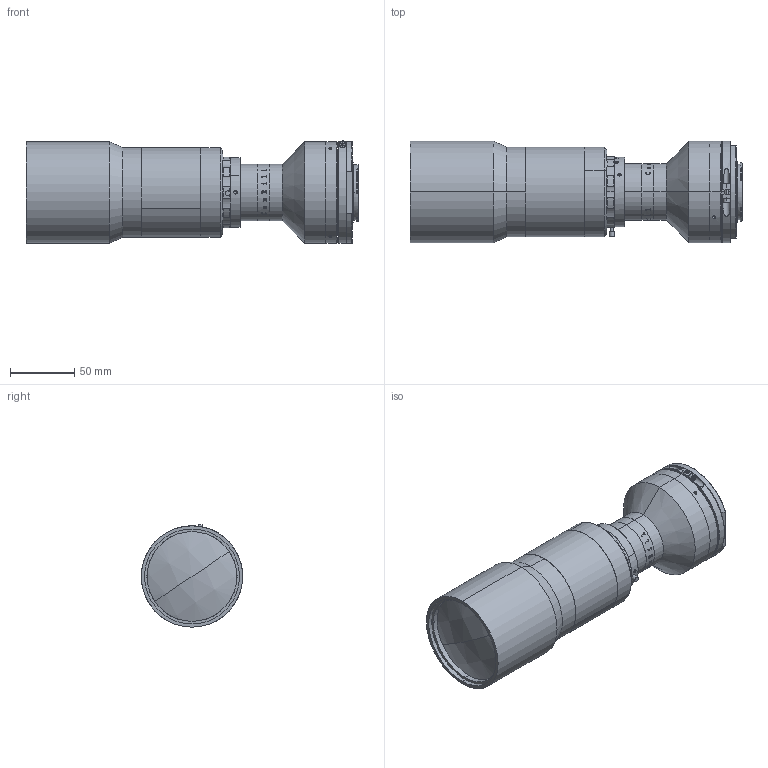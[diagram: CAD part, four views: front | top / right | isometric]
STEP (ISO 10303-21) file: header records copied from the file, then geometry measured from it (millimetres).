
FILE_DESCRIPTION (( 'STEP AP203' ), '1' );
FILE_NAME ('XF-PTL05529-F-VI.STEP', '2019-05-27T07:25:06', ( 'canrill005' ), ( '' ), 'SwSTEP 2.0', 'SolidWorks 2014', '' );
FILE_SCHEMA (( 'CONFIG_CONTROL_DESIGN' ));
Length unit declared in the file: millimetre
Products named in the file (2): XF-PTL05529-F-VI
Bounding box: 258.8 x 79 x 79.75 mm (x, y, z)
Surface area: 90903.5 mm2 (no closed solid volume)
Topology: 0 solids, 40 shells, 270 faces, 1355 edges, 1114 vertices
Faces by surface type: cylinder 125, plane 90, cone 38, torus 8, bspline 5, sphere 4
Entity records: 21543 total; most frequent: CARTESIAN_POINT 11343, DIRECTION 1946, ORIENTED_EDGE 1832, EDGE_CURVE 1353, VERTEX_POINT 1114, AXIS2_PLACEMENT_3D 751, CIRCLE 484, VECTOR 444
